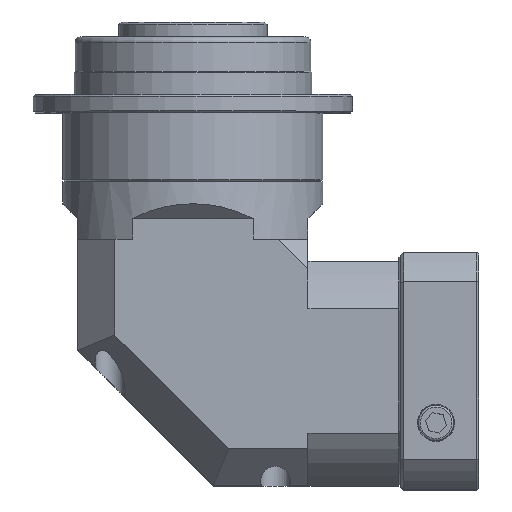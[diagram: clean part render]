
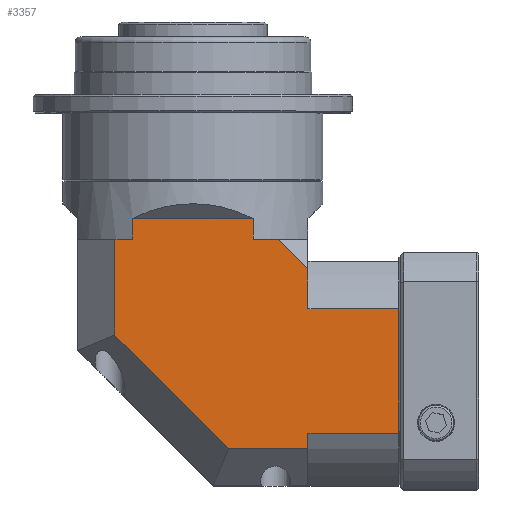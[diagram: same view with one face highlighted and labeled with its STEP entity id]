
A CAD part, top view. The second image highlights one B-rep face of the part: STEP entity #3357.
In plain terms, the highlighted planar face has unit normal (0, 0, 1).
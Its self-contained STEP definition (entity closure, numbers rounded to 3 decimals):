
#1956=CARTESIAN_POINT('',(-16.248,35.5,31.0));
#1957=VERTEX_POINT('',#1956);
#1965=CARTESIAN_POINT('',(-16.248,41.,31.));
#1966=VERTEX_POINT('',#1965);
#1967=CARTESIAN_POINT('',(-16.248,35.5,31.0));
#1968=DIRECTION('',(0.0,1.0,0.0));
#1969=VECTOR('',#1968,5.5);
#1970=LINE('',#1967,#1969);
#1971=EDGE_CURVE('',#1957,#1966,#1970,.T.);
#1973=CARTESIAN_POINT('',(16.248,41.,31.));
#1974=VERTEX_POINT('',#1973);
#1982=CARTESIAN_POINT('',(16.248,35.5,31.));
#1983=VERTEX_POINT('',#1982);
#1984=CARTESIAN_POINT('',(16.248,41.,31.));
#1985=DIRECTION('',(0.0,-1.0,0.0));
#1986=VECTOR('',#1985,5.5);
#1987=LINE('',#1984,#1986);
#1988=EDGE_CURVE('',#1974,#1983,#1987,.T.);
#3205=CARTESIAN_POINT('',(31.,27.5,31.));
#3206=VERTEX_POINT('',#3205);
#3213=CARTESIAN_POINT('',(31.,16.78,31.0));
#3214=VERTEX_POINT('',#3213);
#3215=CARTESIAN_POINT('',(31.,27.5,31.));
#3216=DIRECTION('',(0.0,-1.0,0.0));
#3217=VECTOR('',#3216,10.72);
#3218=LINE('',#3215,#3217);
#3219=EDGE_CURVE('',#3206,#3214,#3218,.T.);
#3253=CARTESIAN_POINT('',(23.,35.5,31.));
#3254=VERTEX_POINT('',#3253);
#3255=CARTESIAN_POINT('',(16.248,35.5,31.));
#3256=DIRECTION('',(1.0,0.0,0.0));
#3257=VECTOR('',#3256,6.752);
#3258=LINE('',#3255,#3257);
#3259=EDGE_CURVE('',#1983,#3254,#3258,.T.);
#3272=CARTESIAN_POINT('',(55.5,-31.,31.));
#3273=DIRECTION('',(0.0,0.0,-1.0));
#3274=DIRECTION('',(-1.0,0.0,0.0));
#3275=AXIS2_PLACEMENT_3D('',#3272,#3273,#3274);
#3276=PLANE('',#3275);
#3277=CARTESIAN_POINT('',(23.,35.5,31.));
#3278=DIRECTION('',(0.707,-0.707,0.));
#3279=VECTOR('',#3278,11.314);
#3280=LINE('',#3277,#3279);
#3281=EDGE_CURVE('',#3254,#3206,#3280,.T.);
#3282=ORIENTED_EDGE('',*,*,#3281,.F.);
#3283=ORIENTED_EDGE('',*,*,#3259,.F.);
#3284=ORIENTED_EDGE('',*,*,#1988,.F.);
#3285=CARTESIAN_POINT('',(-16.248,41.,31.));
#3286=DIRECTION('',(1.0,0.0,0.0));
#3287=VECTOR('',#3286,32.496);
#3288=LINE('',#3285,#3287);
#3289=EDGE_CURVE('',#1966,#1974,#3288,.T.);
#3290=ORIENTED_EDGE('',*,*,#3289,.F.);
#3291=ORIENTED_EDGE('',*,*,#1971,.F.);
#3292=CARTESIAN_POINT('',(-21.,35.5,31.));
#3293=VERTEX_POINT('',#3292);
#3294=CARTESIAN_POINT('',(-21.,35.5,31.));
#3295=DIRECTION('',(1.0,0.0,0.0));
#3296=VECTOR('',#3295,4.752);
#3297=LINE('',#3294,#3296);
#3298=EDGE_CURVE('',#3293,#1957,#3297,.T.);
#3299=ORIENTED_EDGE('',*,*,#3298,.F.);
#3300=CARTESIAN_POINT('',(-21.,9.642,31.0));
#3301=VERTEX_POINT('',#3300);
#3302=CARTESIAN_POINT('',(-21.,35.5,31.0));
#3303=DIRECTION('',(0.0,-1.0,0.0));
#3304=VECTOR('',#3303,25.858);
#3305=LINE('',#3302,#3304);
#3306=EDGE_CURVE('',#3293,#3301,#3305,.T.);
#3307=ORIENTED_EDGE('',*,*,#3306,.T.);
#3308=CARTESIAN_POINT('',(9.642,-21.,31.));
#3309=VERTEX_POINT('',#3308);
#3310=CARTESIAN_POINT('',(-21.,9.642,31.0));
#3311=DIRECTION('',(0.707,-0.707,0.));
#3312=VECTOR('',#3311,43.335);
#3313=LINE('',#3310,#3312);
#3314=EDGE_CURVE('',#3301,#3309,#3313,.T.);
#3315=ORIENTED_EDGE('',*,*,#3314,.T.);
#3316=CARTESIAN_POINT('',(31.,-21.,31.));
#3317=VERTEX_POINT('',#3316);
#3318=CARTESIAN_POINT('',(9.642,-21.,31.));
#3319=DIRECTION('',(1.0,0.0,0.0));
#3320=VECTOR('',#3319,21.358);
#3321=LINE('',#3318,#3320);
#3322=EDGE_CURVE('',#3309,#3317,#3321,.T.);
#3323=ORIENTED_EDGE('',*,*,#3322,.T.);
#3324=CARTESIAN_POINT('',(31.,-16.78,31.0));
#3325=VERTEX_POINT('',#3324);
#3326=CARTESIAN_POINT('',(31.,-16.78,31.));
#3327=DIRECTION('',(0.0,-1.0,0.0));
#3328=VECTOR('',#3327,4.22);
#3329=LINE('',#3326,#3328);
#3330=EDGE_CURVE('',#3325,#3317,#3329,.T.);
#3331=ORIENTED_EDGE('',*,*,#3330,.F.);
#3332=CARTESIAN_POINT('',(55.5,-16.78,31.0));
#3333=VERTEX_POINT('',#3332);
#3334=CARTESIAN_POINT('',(55.5,-16.78,31.0));
#3335=DIRECTION('',(-1.0,0.0,0.0));
#3336=VECTOR('',#3335,24.5);
#3337=LINE('',#3334,#3336);
#3338=EDGE_CURVE('',#3333,#3325,#3337,.T.);
#3339=ORIENTED_EDGE('',*,*,#3338,.F.);
#3340=CARTESIAN_POINT('',(55.5,16.78,31.0));
#3341=VERTEX_POINT('',#3340);
#3342=CARTESIAN_POINT('',(55.5,16.78,31.));
#3343=DIRECTION('',(0.0,-1.0,0.0));
#3344=VECTOR('',#3343,33.56);
#3345=LINE('',#3342,#3344);
#3346=EDGE_CURVE('',#3341,#3333,#3345,.T.);
#3347=ORIENTED_EDGE('',*,*,#3346,.F.);
#3348=CARTESIAN_POINT('',(31.,16.78,31.0));
#3349=DIRECTION('',(1.0,0.0,0.0));
#3350=VECTOR('',#3349,24.5);
#3351=LINE('',#3348,#3350);
#3352=EDGE_CURVE('',#3214,#3341,#3351,.T.);
#3353=ORIENTED_EDGE('',*,*,#3352,.F.);
#3354=ORIENTED_EDGE('',*,*,#3219,.F.);
#3355=EDGE_LOOP('',(#3282,#3283,#3284,#3290,#3291,#3299,#3307,#3315,#3323,#3331,#3339,#3347,#3353,#3354));
#3356=FACE_OUTER_BOUND('',#3355,.T.);
#3357=ADVANCED_FACE('',(#3356),#3276,.F.);
